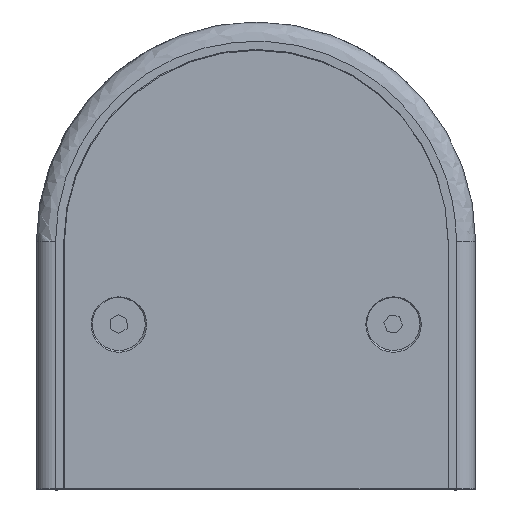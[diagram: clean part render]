
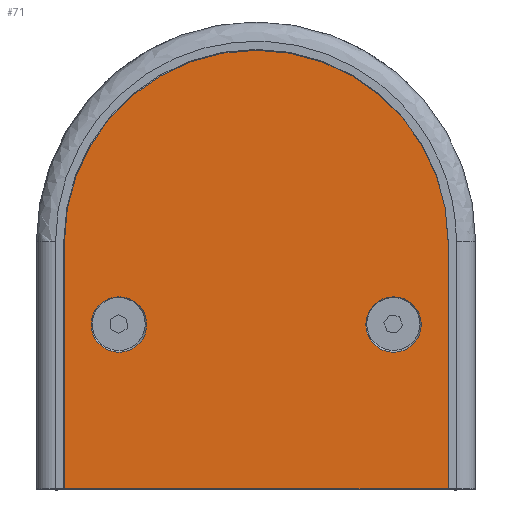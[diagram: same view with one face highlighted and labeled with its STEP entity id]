
A CAD part, top view. The second image highlights one B-rep face of the part: STEP entity #71.
In plain terms, the highlighted planar face has unit normal (0, 0, 1).
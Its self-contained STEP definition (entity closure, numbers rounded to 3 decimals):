
#71 = ADVANCED_FACE ( 'NONE', ( #1518, #1514, #1517 ), #3086, .F. ) ;
#737 = CIRCLE ( 'NONE', #2256, 5.05 ) ;
#741 = LINE ( 'NONE', #5956, #743 ) ;
#743 = VECTOR ( 'NONE', #5957, 1000. ) ;
#1075 = EDGE_LOOP ( 'NONE', ( #7530, #7531 ) ) ;
#1514 = FACE_BOUND ( 'NONE', #1075, .T. ) ;
#1517 = FACE_BOUND ( 'NONE', #6661, .T. ) ;
#1518 = FACE_OUTER_BOUND ( 'NONE', #6684, .T. ) ;
#2167 = AXIS2_PLACEMENT_3D ( 'NONE', #3660, #3661, #3662 ) ;
#2177 = AXIS2_PLACEMENT_3D ( 'NONE', #3810, #3811, #3812 ) ;
#2201 = AXIS2_PLACEMENT_3D ( 'NONE', #3989, #3990, #3991 ) ;
#2256 = AXIS2_PLACEMENT_3D ( 'NONE', #5953, #5954, #5955 ) ;
#2575 = CARTESIAN_POINT ( 'NONE',  ( -34.9, -45., 66.5 ) ) ;
#2778 = EDGE_CURVE ( 'NONE', #4561, #4562, #5327, .T. ) ;
#3075 = DIRECTION ( 'NONE',  ( -1., 0., 0. ) ) ;
#3076 = DIRECTION ( 'NONE',  ( 0., 0., -1. ) ) ;
#3077 = CARTESIAN_POINT ( 'NONE',  ( 35., -45., 66.5 ) ) ;
#3086 = PLANE ( 'NONE',  #7061 ) ;
#3559 = CARTESIAN_POINT ( 'NONE',  ( 0.05, -0.1, 66.5 ) ) ;
#3560 = DIRECTION ( 'NONE',  ( 0., 0., -1. ) ) ;
#3561 = DIRECTION ( 'NONE',  ( 1., 0., 0. ) ) ;
#3660 = CARTESIAN_POINT ( 'NONE',  ( 25.05, -15.1, 66.5 ) ) ;
#3661 = DIRECTION ( 'NONE',  ( 0., 0., 1. ) ) ;
#3662 = DIRECTION ( 'NONE',  ( -1., 0., 0. ) ) ;
#3684 = CARTESIAN_POINT ( 'NONE',  ( 35., -0.1, 66.5 ) ) ;
#3687 = DIRECTION ( 'NONE',  ( 0., -1., 0. ) ) ;
#3767 = DIRECTION ( 'NONE',  ( -1., 0., 0. ) ) ;
#3772 = CARTESIAN_POINT ( 'NONE',  ( 35., -45., 66.5 ) ) ;
#3810 = CARTESIAN_POINT ( 'NONE',  ( -24.95, -15.1, 66.5 ) ) ;
#3811 = DIRECTION ( 'NONE',  ( 0., 0., 1. ) ) ;
#3812 = DIRECTION ( 'NONE',  ( -1., 0., 0. ) ) ;
#3989 = CARTESIAN_POINT ( 'NONE',  ( -24.95, -15.1, 66.5 ) ) ;
#3990 = DIRECTION ( 'NONE',  ( 0., 0., 1. ) ) ;
#3991 = DIRECTION ( 'NONE',  ( -1., 0., 0. ) ) ;
#4058 = EDGE_CURVE ( 'NONE', #4325, #4269, #5343, .T. ) ;
#4063 = EDGE_CURVE ( 'NONE', #4562, #4560, #5352, .T. ) ;
#4078 = EDGE_CURVE ( 'NONE', #4560, #5060, #5374, .T. ) ;
#4083 = EDGE_CURVE ( 'NONE', #4323, #4326, #5380, .T. ) ;
#4143 = EDGE_CURVE ( 'NONE', #4326, #4323, #5477, .T. ) ;
#4269 = VERTEX_POINT ( 'NONE', #5571 ) ;
#4323 = VERTEX_POINT ( 'NONE', #5631 ) ;
#4325 = VERTEX_POINT ( 'NONE', #5633 ) ;
#4326 = VERTEX_POINT ( 'NONE', #5634 ) ;
#4560 = VERTEX_POINT ( 'NONE', #5657 ) ;
#4561 = VERTEX_POINT ( 'NONE', #5658 ) ;
#4562 = VERTEX_POINT ( 'NONE', #5659 ) ;
#5060 = VERTEX_POINT ( 'NONE', #2575 ) ;
#5127 = EDGE_CURVE ( 'NONE', #4269, #4325, #737, .T. ) ;
#5130 = EDGE_CURVE ( 'NONE', #5060, #4561, #741, .T. ) ;
#5327 = CIRCLE ( 'NONE', #7696, 34.95 ) ;
#5343 = CIRCLE ( 'NONE', #2167, 5.05 ) ;
#5352 = LINE ( 'NONE', #3684, #5355 ) ;
#5355 = VECTOR ( 'NONE', #3687, 1000. ) ;
#5374 = LINE ( 'NONE', #3772, #5377 ) ;
#5377 = VECTOR ( 'NONE', #3767, 1000. ) ;
#5380 = CIRCLE ( 'NONE', #2177, 5.05 ) ;
#5477 = CIRCLE ( 'NONE', #2201, 5.05 ) ;
#5571 = CARTESIAN_POINT ( 'NONE',  ( 20., -15.1, 66.5 ) ) ;
#5631 = CARTESIAN_POINT ( 'NONE',  ( -19.9, -15.1, 66.5 ) ) ;
#5633 = CARTESIAN_POINT ( 'NONE',  ( 30.1, -15.1, 66.5 ) ) ;
#5634 = CARTESIAN_POINT ( 'NONE',  ( -30., -15.1, 66.5 ) ) ;
#5657 = CARTESIAN_POINT ( 'NONE',  ( 35., -45., 66.5 ) ) ;
#5658 = CARTESIAN_POINT ( 'NONE',  ( -34.9, -0.1, 66.5 ) ) ;
#5659 = CARTESIAN_POINT ( 'NONE',  ( 35., -0.1, 66.5 ) ) ;
#5953 = CARTESIAN_POINT ( 'NONE',  ( 25.05, -15.1, 66.5 ) ) ;
#5954 = DIRECTION ( 'NONE',  ( 0., 0., 1. ) ) ;
#5955 = DIRECTION ( 'NONE',  ( -1., 0., 0. ) ) ;
#5956 = CARTESIAN_POINT ( 'NONE',  ( -34.9, -45., 66.5 ) ) ;
#5957 = DIRECTION ( 'NONE',  ( 0., 1., 0. ) ) ;
#6661 = EDGE_LOOP ( 'NONE', ( #7532, #7533 ) ) ;
#6684 = EDGE_LOOP ( 'NONE', ( #7526, #7527, #7528, #7529 ) ) ;
#7061 = AXIS2_PLACEMENT_3D ( 'NONE', #3077, #3076, #3075 ) ;
#7526 = ORIENTED_EDGE ( 'NONE', *, *, #4063, .F. ) ;
#7527 = ORIENTED_EDGE ( 'NONE', *, *, #2778, .F. ) ;
#7528 = ORIENTED_EDGE ( 'NONE', *, *, #5130, .F. ) ;
#7529 = ORIENTED_EDGE ( 'NONE', *, *, #4078, .F. ) ;
#7530 = ORIENTED_EDGE ( 'NONE', *, *, #4143, .F. ) ;
#7531 = ORIENTED_EDGE ( 'NONE', *, *, #4083, .F. ) ;
#7532 = ORIENTED_EDGE ( 'NONE', *, *, #5127, .F. ) ;
#7533 = ORIENTED_EDGE ( 'NONE', *, *, #4058, .F. ) ;
#7696 = AXIS2_PLACEMENT_3D ( 'NONE', #3559, #3560, #3561 ) ;
